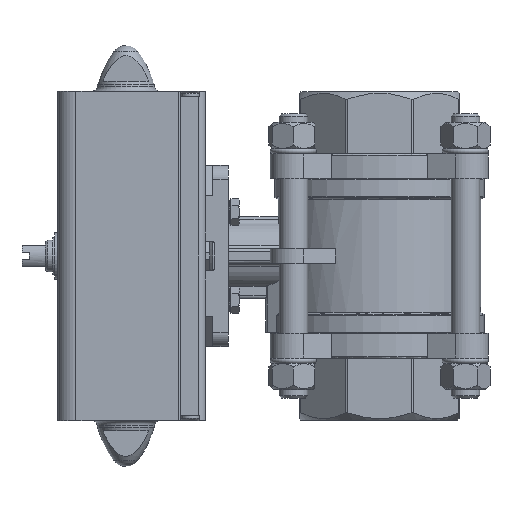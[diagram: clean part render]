
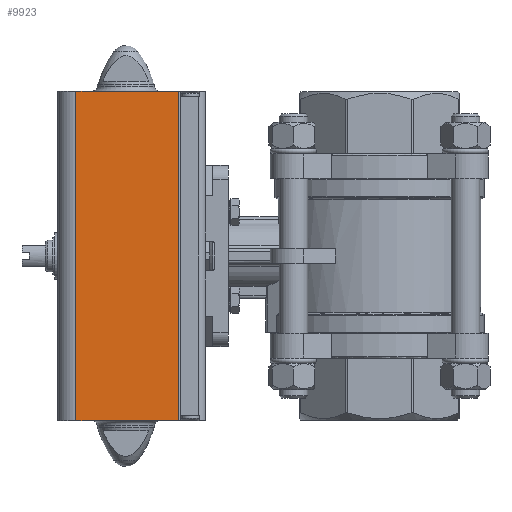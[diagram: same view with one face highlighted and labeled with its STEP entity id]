
A CAD part, left-side view. The second image highlights one B-rep face of the part: STEP entity #9923.
In plain terms, the highlighted planar face has unit normal (-1, 0, 0).
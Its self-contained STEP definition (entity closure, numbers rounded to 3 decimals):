
#2799=ORIENTED_EDGE('',*,*,#4643,.T.);
#2800=ORIENTED_EDGE('',*,*,#4644,.F.);
#2801=ORIENTED_EDGE('',*,*,#4645,.F.);
#2802=ORIENTED_EDGE('',*,*,#4646,.T.);
#4643=EDGE_CURVE('',#5727,#5728,#6483,.T.);
#4644=EDGE_CURVE('',#5729,#5728,#6484,.T.);
#4645=EDGE_CURVE('',#5730,#5729,#6485,.T.);
#4646=EDGE_CURVE('',#5730,#5727,#6486,.T.);
#5727=VERTEX_POINT('',#17276);
#5728=VERTEX_POINT('',#17277);
#5729=VERTEX_POINT('',#17279);
#5730=VERTEX_POINT('',#17281);
#6483=LINE('',#17275,#7189);
#6484=LINE('',#17278,#7190);
#6485=LINE('',#17280,#7191);
#6486=LINE('',#17282,#7192);
#7189=VECTOR('',#13111,1000.);
#7190=VECTOR('',#13112,1000.);
#7191=VECTOR('',#13113,1000.);
#7192=VECTOR('',#13114,1000.);
#7975=EDGE_LOOP('',(#2799,#2800,#2801,#2802));
#8850=FACE_BOUND('',#7975,.T.);
#9415=PLANE('',#10900);
#9923=ADVANCED_FACE('',(#8850),#9415,.F.);
#10900=AXIS2_PLACEMENT_3D('',#17274,#13109,#13110);
#13109=DIRECTION('',(1.,0.,0.));
#13110=DIRECTION('',(0.,0.,-1.));
#13111=DIRECTION('',(0.,-1.,0.));
#13112=DIRECTION('',(0.,0.,-1.));
#13113=DIRECTION('',(0.,-1.,0.));
#13114=DIRECTION('',(0.,0.,-1.));
#17274=CARTESIAN_POINT('',(-38.5,28.1,92.8));
#17275=CARTESIAN_POINT('',(-38.5,28.1,-92.8));
#17276=CARTESIAN_POINT('',(-38.5,28.1,-92.8));
#17277=CARTESIAN_POINT('',(-38.5,-29.6,-92.8));
#17278=CARTESIAN_POINT('',(-38.5,-29.6,92.8));
#17279=CARTESIAN_POINT('',(-38.5,-29.6,92.8));
#17280=CARTESIAN_POINT('',(-38.5,28.1,92.8));
#17281=CARTESIAN_POINT('',(-38.5,28.1,92.8));
#17282=CARTESIAN_POINT('',(-38.5,28.1,92.8));
